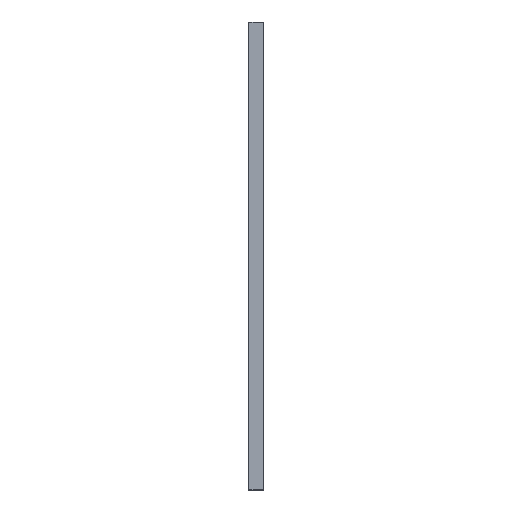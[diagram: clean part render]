
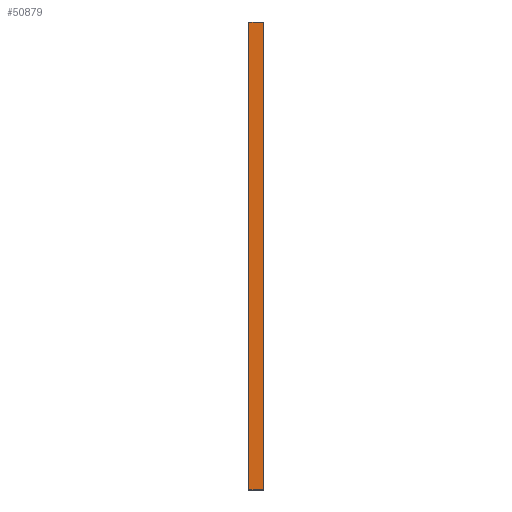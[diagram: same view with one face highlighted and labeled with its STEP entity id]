
A CAD part, front view. The second image highlights one B-rep face of the part: STEP entity #50879.
In plain terms, the highlighted planar face has unit normal (0, -1, 0).
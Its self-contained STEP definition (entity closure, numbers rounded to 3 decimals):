
#38164 = PLANE('',#38165);
#38165 = AXIS2_PLACEMENT_3D('',#38166,#38167,#38168);
#38166 = CARTESIAN_POINT('',(4.,-8.95,0.05));
#38167 = DIRECTION('',(0.,0.707,0.707));
#38168 = DIRECTION('',(1.,0.,0.));
#38523 = PLANE('',#38524);
#38524 = AXIS2_PLACEMENT_3D('',#38525,#38526,#38527);
#38525 = CARTESIAN_POINT('',(4.,-8.95,249.95));
#38526 = DIRECTION('',(0.,-0.707,
    0.707));
#38527 = DIRECTION('',(1.,0.,0.));
#38861 = PLANE('',#38862);
#38862 = AXIS2_PLACEMENT_3D('',#38863,#38864,#38865);
#38863 = CARTESIAN_POINT('',(-3.9,-8.9,0.));
#38864 = DIRECTION('',(-0.707,-0.707,
    0.));
#38865 = DIRECTION('',(0.,0.,1.));
#43419 = VERTEX_POINT('',#43420);
#43420 = CARTESIAN_POINT('',(3.9,-9.,0.1));
#43441 = EDGE_CURVE('',#43419,#43442,#43444,.T.);
#43442 = VERTEX_POINT('',#43443);
#43443 = CARTESIAN_POINT('',(-3.8,-9.,0.1));
#43444 = SURFACE_CURVE('',#43445,(#43449,#43456),.PCURVE_S1.);
#43445 = LINE('',#43446,#43447);
#43446 = CARTESIAN_POINT('',(4.,-9.,0.1));
#43447 = VECTOR('',#43448,1.);
#43448 = DIRECTION('',(-1.,0.,0.));
#43449 = PCURVE('',#38164,#43450);
#43450 = DEFINITIONAL_REPRESENTATION('',(#43451),#43455);
#43451 = LINE('',#43452,#43453);
#43452 = CARTESIAN_POINT('',(0.,-0.071));
#43453 = VECTOR('',#43454,1.);
#43454 = DIRECTION('',(-1.,0.));
#43455 = ( GEOMETRIC_REPRESENTATION_CONTEXT(2) 
PARAMETRIC_REPRESENTATION_CONTEXT() REPRESENTATION_CONTEXT('2D SPACE',''
  ) );
#43456 = PCURVE('',#43457,#43462);
#43457 = PLANE('',#43458);
#43458 = AXIS2_PLACEMENT_3D('',#43459,#43460,#43461);
#43459 = CARTESIAN_POINT('',(4.,-9.,0.));
#43460 = DIRECTION('',(0.,-1.,0.));
#43461 = DIRECTION('',(-1.,0.,0.));
#43462 = DEFINITIONAL_REPRESENTATION('',(#43463),#43467);
#43463 = LINE('',#43464,#43465);
#43464 = CARTESIAN_POINT('',(0.,-0.1));
#43465 = VECTOR('',#43466,1.);
#43466 = DIRECTION('',(1.,0.));
#43467 = ( GEOMETRIC_REPRESENTATION_CONTEXT(2) 
PARAMETRIC_REPRESENTATION_CONTEXT() REPRESENTATION_CONTEXT('2D SPACE',''
  ) );
#43767 = VERTEX_POINT('',#43768);
#43768 = CARTESIAN_POINT('',(3.9,-9.,249.9));
#43789 = EDGE_CURVE('',#43767,#43790,#43792,.T.);
#43790 = VERTEX_POINT('',#43791);
#43791 = CARTESIAN_POINT('',(-3.8,-9.,249.9));
#43792 = SURFACE_CURVE('',#43793,(#43797,#43804),.PCURVE_S1.);
#43793 = LINE('',#43794,#43795);
#43794 = CARTESIAN_POINT('',(4.,-9.,249.9));
#43795 = VECTOR('',#43796,1.);
#43796 = DIRECTION('',(-1.,0.,0.));
#43797 = PCURVE('',#38523,#43798);
#43798 = DEFINITIONAL_REPRESENTATION('',(#43799),#43803);
#43799 = LINE('',#43800,#43801);
#43800 = CARTESIAN_POINT('',(0.,-0.071));
#43801 = VECTOR('',#43802,1.);
#43802 = DIRECTION('',(-1.,0.));
#43803 = ( GEOMETRIC_REPRESENTATION_CONTEXT(2) 
PARAMETRIC_REPRESENTATION_CONTEXT() REPRESENTATION_CONTEXT('2D SPACE',''
  ) );
#43804 = PCURVE('',#43457,#43805);
#43805 = DEFINITIONAL_REPRESENTATION('',(#43806),#43810);
#43806 = LINE('',#43807,#43808);
#43807 = CARTESIAN_POINT('',(0.,-249.9));
#43808 = VECTOR('',#43809,1.);
#43809 = DIRECTION('',(1.,0.));
#43810 = ( GEOMETRIC_REPRESENTATION_CONTEXT(2) 
PARAMETRIC_REPRESENTATION_CONTEXT() REPRESENTATION_CONTEXT('2D SPACE',''
  ) );
#43891 = EDGE_CURVE('',#43442,#43790,#43892,.T.);
#43892 = SURFACE_CURVE('',#43893,(#43897,#43904),.PCURVE_S1.);
#43893 = LINE('',#43894,#43895);
#43894 = CARTESIAN_POINT('',(-3.8,-9.,0.));
#43895 = VECTOR('',#43896,1.);
#43896 = DIRECTION('',(0.,0.,1.));
#43897 = PCURVE('',#38861,#43898);
#43898 = DEFINITIONAL_REPRESENTATION('',(#43899),#43903);
#43899 = LINE('',#43900,#43901);
#43900 = CARTESIAN_POINT('',(0.,-0.141));
#43901 = VECTOR('',#43902,1.);
#43902 = DIRECTION('',(1.,0.));
#43903 = ( GEOMETRIC_REPRESENTATION_CONTEXT(2) 
PARAMETRIC_REPRESENTATION_CONTEXT() REPRESENTATION_CONTEXT('2D SPACE',''
  ) );
#43904 = PCURVE('',#43457,#43905);
#43905 = DEFINITIONAL_REPRESENTATION('',(#43906),#43910);
#43906 = LINE('',#43907,#43908);
#43907 = CARTESIAN_POINT('',(7.8,0.));
#43908 = VECTOR('',#43909,1.);
#43909 = DIRECTION('',(0.,-1.));
#43910 = ( GEOMETRIC_REPRESENTATION_CONTEXT(2) 
PARAMETRIC_REPRESENTATION_CONTEXT() REPRESENTATION_CONTEXT('2D SPACE',''
  ) );
#50531 = PLANE('',#50532);
#50532 = AXIS2_PLACEMENT_3D('',#50533,#50534,#50535);
#50533 = CARTESIAN_POINT('',(3.95,-8.95,0.));
#50534 = DIRECTION('',(0.707,-0.707,0.));
#50535 = DIRECTION('',(0.,0.,1.));
#50879 = ADVANCED_FACE('',(#50880),#43457,.T.);
#50880 = FACE_BOUND('',#50881,.T.);
#50881 = EDGE_LOOP('',(#50882,#50903,#50904,#50905));
#50882 = ORIENTED_EDGE('',*,*,#50883,.T.);
#50883 = EDGE_CURVE('',#43419,#43767,#50884,.T.);
#50884 = SURFACE_CURVE('',#50885,(#50889,#50896),.PCURVE_S1.);
#50885 = LINE('',#50886,#50887);
#50886 = CARTESIAN_POINT('',(3.9,-9.,0.));
#50887 = VECTOR('',#50888,1.);
#50888 = DIRECTION('',(0.,0.,1.));
#50889 = PCURVE('',#43457,#50890);
#50890 = DEFINITIONAL_REPRESENTATION('',(#50891),#50895);
#50891 = LINE('',#50892,#50893);
#50892 = CARTESIAN_POINT('',(0.1,0.));
#50893 = VECTOR('',#50894,1.);
#50894 = DIRECTION('',(0.,-1.));
#50895 = ( GEOMETRIC_REPRESENTATION_CONTEXT(2) 
PARAMETRIC_REPRESENTATION_CONTEXT() REPRESENTATION_CONTEXT('2D SPACE',''
  ) );
#50896 = PCURVE('',#50531,#50897);
#50897 = DEFINITIONAL_REPRESENTATION('',(#50898),#50902);
#50898 = LINE('',#50899,#50900);
#50899 = CARTESIAN_POINT('',(0.,0.071));
#50900 = VECTOR('',#50901,1.);
#50901 = DIRECTION('',(1.,0.));
#50902 = ( GEOMETRIC_REPRESENTATION_CONTEXT(2) 
PARAMETRIC_REPRESENTATION_CONTEXT() REPRESENTATION_CONTEXT('2D SPACE',''
  ) );
#50903 = ORIENTED_EDGE('',*,*,#43789,.T.);
#50904 = ORIENTED_EDGE('',*,*,#43891,.F.);
#50905 = ORIENTED_EDGE('',*,*,#43441,.F.);
